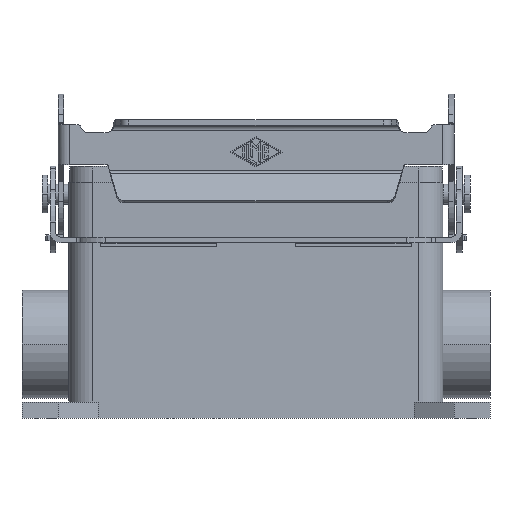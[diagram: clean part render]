
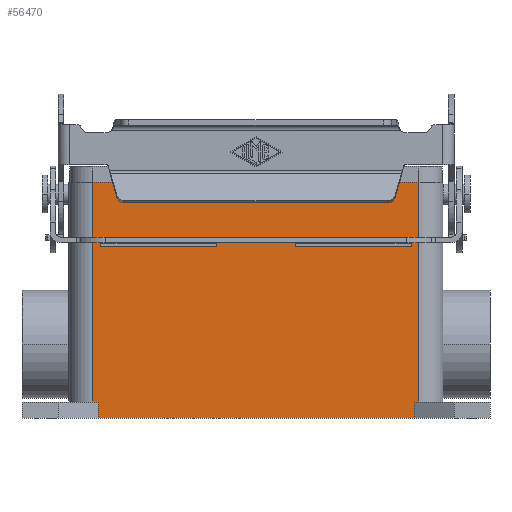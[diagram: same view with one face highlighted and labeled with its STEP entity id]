
A CAD part, front view. The second image highlights one B-rep face of the part: STEP entity #56470.
In plain terms, the highlighted planar face has unit normal (0, -1, 0).
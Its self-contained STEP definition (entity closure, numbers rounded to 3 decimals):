
#49810=CARTESIAN_POINT('',(-40.75,-22.25,3.));
#49820=VERTEX_POINT('',#49810);
#49850=CARTESIAN_POINT('',(-40.75,-22.25,-52.));
#49860=DIRECTION('',(0.,0.,1.));
#49870=VECTOR('',#49860,55.);
#49880=LINE('',#49850,#49870);
#49890=CARTESIAN_POINT('',(-40.75,-22.25,-52.));
#49900=VERTEX_POINT('',#49890);
#49910=EDGE_CURVE('',#49900,#49820,#49880,.T.);
#50910=CARTESIAN_POINT('',(40.75,-22.25,-52.));
#50920=DIRECTION('',(0.,0.,1.));
#50930=VECTOR('',#50920,55.);
#50940=LINE('',#50910,#50930);
#50950=CARTESIAN_POINT('',(40.75,-22.25,-52.));
#50960=VERTEX_POINT('',#50950);
#50970=CARTESIAN_POINT('',(40.75,-22.25,3.));
#50980=VERTEX_POINT('',#50970);
#50990=EDGE_CURVE('',#50960,#50980,#50940,.T.);
#51270=CARTESIAN_POINT('',(40.75,-22.25,3.));
#51280=DIRECTION('',(-1.,0.,0.));
#51290=VECTOR('',#51280,81.5);
#51300=LINE('',#51270,#51290);
#51310=EDGE_CURVE('',#50980,#49820,#51300,.T.);
#51630=CARTESIAN_POINT('',(-39.5,-22.25,-52.));
#51640=DIRECTION('',(-1.,0.,0.));
#51650=VECTOR('',#51640,1.25);
#51660=LINE('',#51630,#51650);
#51670=CARTESIAN_POINT('',(-39.5,-22.25,-52.));
#51680=VERTEX_POINT('',#51670);
#51690=EDGE_CURVE('',#51680,#49900,#51660,.T.);
#52730=CARTESIAN_POINT('',(39.5,-22.25,-52.));
#52740=VERTEX_POINT('',#52730);
#52770=CARTESIAN_POINT('',(40.75,-22.25,-52.));
#52780=DIRECTION('',(-1.,0.,0.));
#52790=VECTOR('',#52780,1.25);
#52800=LINE('',#52770,#52790);
#52810=EDGE_CURVE('',#50960,#52740,#52800,.T.);
#56060=CARTESIAN_POINT('',(39.5,-22.25,-56.));
#56070=VERTEX_POINT('',#56060);
#56100=CARTESIAN_POINT('',(39.5,-22.25,-56.));
#56110=DIRECTION('',(0.,0.,1.));
#56120=VECTOR('',#56110,4.);
#56130=LINE('',#56100,#56120);
#56140=EDGE_CURVE('',#56070,#52740,#56130,.T.);
#56200=CARTESIAN_POINT('',(39.5,-22.25,-56.));
#56210=DIRECTION('',(0.,-1.,0.));
#56220=DIRECTION('',(0.,0.,-1.));
#56230=AXIS2_PLACEMENT_3D('',#56200,#56210,#56220);
#56240=PLANE('',#56230);
#56250=ORIENTED_EDGE('',*,*,#51690,.F.);
#56260=ORIENTED_EDGE('',*,*,#49910,.F.);
#56270=ORIENTED_EDGE('',*,*,#51310,.T.);
#56280=ORIENTED_EDGE('',*,*,#50990,.T.);
#56290=ORIENTED_EDGE('',*,*,#52810,.F.);
#56300=ORIENTED_EDGE('',*,*,#56140,.T.);
#56310=CARTESIAN_POINT('',(39.5,-22.25,-56.));
#56320=DIRECTION('',(-1.,0.,0.));
#56330=VECTOR('',#56320,79.);
#56340=LINE('',#56310,#56330);
#56350=CARTESIAN_POINT('',(-39.5,-22.25,-56.));
#56360=VERTEX_POINT('',#56350);
#56370=EDGE_CURVE('',#56070,#56360,#56340,.T.);
#56380=ORIENTED_EDGE('',*,*,#56370,.F.);
#56390=CARTESIAN_POINT('',(-39.5,-22.25,-56.));
#56400=DIRECTION('',(0.,0.,1.));
#56410=VECTOR('',#56400,4.);
#56420=LINE('',#56390,#56410);
#56430=EDGE_CURVE('',#56360,#51680,#56420,.T.);
#56440=ORIENTED_EDGE('',*,*,#56430,.F.);
#56450=EDGE_LOOP('',(#56440,#56380,#56300,#56290,#56280,#56270,#56260,
#56250));
#56460=FACE_OUTER_BOUND('',#56450,.T.);
#56470=ADVANCED_FACE('',(#56460),#56240,.T.);
